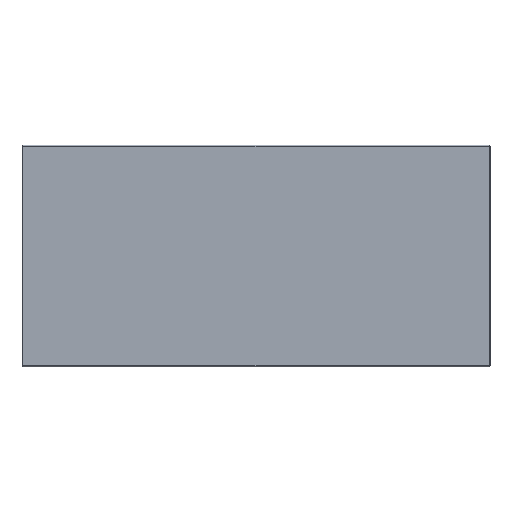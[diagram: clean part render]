
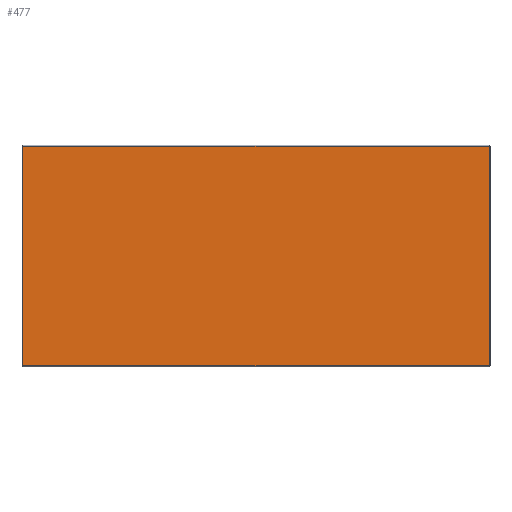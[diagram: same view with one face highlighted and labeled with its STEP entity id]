
A CAD part, front view. The second image highlights one B-rep face of the part: STEP entity #477.
In plain terms, the highlighted planar face has unit normal (0, -1, 0).
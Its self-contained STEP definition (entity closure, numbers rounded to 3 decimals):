
#22=PLANE('',#539);
#61=FACE_OUTER_BOUND('',#93,.T.);
#93=EDGE_LOOP('',(#419,#420,#421,#422));
#128=LINE('',#819,#166);
#129=LINE('',#825,#167);
#131=LINE('',#829,#169);
#133=LINE('',#832,#171);
#166=VECTOR('',#674,10.);
#167=VECTOR('',#683,10.);
#169=VECTOR('',#689,10.);
#171=VECTOR('',#693,10.);
#232=VERTEX_POINT('',#805);
#233=VERTEX_POINT('',#809);
#235=VERTEX_POINT('',#815);
#236=VERTEX_POINT('',#821);
#294=EDGE_CURVE('',#232,#235,#128,.T.);
#297=EDGE_CURVE('',#236,#233,#129,.T.);
#299=EDGE_CURVE('',#235,#236,#131,.T.);
#301=EDGE_CURVE('',#233,#232,#133,.T.);
#419=ORIENTED_EDGE('',*,*,#297,.F.);
#420=ORIENTED_EDGE('',*,*,#299,.F.);
#421=ORIENTED_EDGE('',*,*,#294,.F.);
#422=ORIENTED_EDGE('',*,*,#301,.F.);
#477=ADVANCED_FACE('',(#61),#22,.T.);
#539=AXIS2_PLACEMENT_3D('',#833,#694,#695);
#674=DIRECTION('',(-1.,0.,0.));
#683=DIRECTION('',(1.,0.,0.));
#689=DIRECTION('',(0.,0.,1.));
#693=DIRECTION('',(0.,0.,-1.));
#694=DIRECTION('center_axis',(0.,-1.,0.));
#695=DIRECTION('ref_axis',(0.,0.,-1.));
#805=CARTESIAN_POINT('',(94.05,20.,-82.8));
#809=CARTESIAN_POINT('',(94.05,20.,-31.2));
#815=CARTESIAN_POINT('',(-15.4,20.,-82.8));
#819=CARTESIAN_POINT('',(3.6,20.,-82.8));
#821=CARTESIAN_POINT('',(-15.4,20.,-31.2));
#825=CARTESIAN_POINT('',(3.6,20.,-31.2));
#829=CARTESIAN_POINT('',(-15.4,20.,-44.));
#832=CARTESIAN_POINT('',(94.05,20.,-44.));
#833=CARTESIAN_POINT('Origin',(3.6,20.,-31.));
